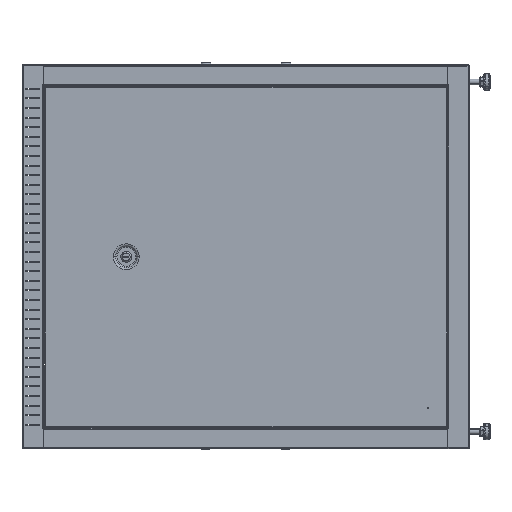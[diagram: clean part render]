
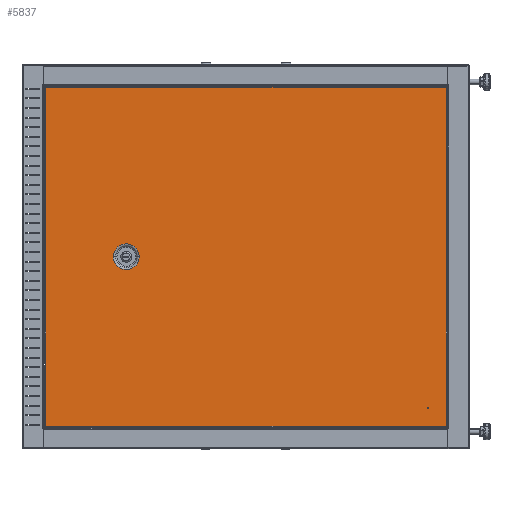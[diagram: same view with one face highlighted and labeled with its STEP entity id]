
A CAD part, left-side view. The second image highlights one B-rep face of the part: STEP entity #5837.
In plain terms, the highlighted planar face has unit normal (-1, 0, 0).
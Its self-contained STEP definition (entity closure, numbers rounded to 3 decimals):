
#188 = CARTESIAN_POINT ( 'NONE',  ( -300., 248.9, 0. ) ) ;
#5837 = ADVANCED_FACE ( 'NONE', ( #97211, #17154 ), #79784, .T. ) ;
#8474 = CARTESIAN_POINT ( 'NONE',  ( -300., -0.55, 0. ) ) ;
#12019 = DIRECTION ( 'NONE',  ( 0., 1., 0. ) ) ;
#13843 = CARTESIAN_POINT ( 'NONE',  ( -300., -418.2, 353.2 ) ) ;
#16190 = ORIENTED_EDGE ( 'NONE', *, *, #57451, .T. ) ;
#16413 = VECTOR ( 'NONE', #82407, 1000. ) ;
#17154 = FACE_OUTER_BOUND ( 'NONE', #67139, .T. ) ;
#24743 = VERTEX_POINT ( 'NONE', #83276 ) ;
#26582 = CIRCLE ( 'NONE', #48857, 26.916 ) ;
#28289 = VERTEX_POINT ( 'NONE', #79044 ) ;
#30801 = CARTESIAN_POINT ( 'NONE',  ( -300., 248.9, 0. ) ) ;
#36444 = VERTEX_POINT ( 'NONE', #101842 ) ;
#42108 = EDGE_CURVE ( 'NONE', #57834, #36444, #26582, .T. ) ;
#42679 = DIRECTION ( 'NONE',  ( -1., 0., 0. ) ) ;
#43631 = CARTESIAN_POINT ( 'NONE',  ( -300., 417.959, -353.2 ) ) ;
#43752 = ORIENTED_EDGE ( 'NONE', *, *, #63492, .T. ) ;
#43963 = ORIENTED_EDGE ( 'NONE', *, *, #107046, .T. ) ;
#44206 = DIRECTION ( 'NONE',  ( 0., -1., 0. ) ) ;
#47021 = DIRECTION ( 'NONE',  ( 1., 0., 0. ) ) ;
#48413 = VERTEX_POINT ( 'NONE', #13843 ) ;
#48495 = VECTOR ( 'NONE', #44206, 1000. ) ;
#48857 = AXIS2_PLACEMENT_3D ( 'NONE', #30801, #47021, #83560 ) ;
#50938 = VECTOR ( 'NONE', #12019, 1000. ) ;
#54373 = LINE ( 'NONE', #100198, #50938 ) ;
#56787 = LINE ( 'NONE', #92195, #84972 ) ;
#57451 = EDGE_CURVE ( 'NONE', #28289, #48413, #63882, .T. ) ;
#57834 = VERTEX_POINT ( 'NONE', #101310 ) ;
#63492 = EDGE_CURVE ( 'NONE', #24743, #28289, #76311, .T. ) ;
#63882 = LINE ( 'NONE', #74870, #16413 ) ;
#66644 = AXIS2_PLACEMENT_3D ( 'NONE', #188, #69204, #88347 ) ;
#67139 = EDGE_LOOP ( 'NONE', ( #43963, #43752, #16190, #75734 ) ) ;
#69204 = DIRECTION ( 'NONE',  ( 1., 0., 0. ) ) ;
#72158 = CIRCLE ( 'NONE', #66644, 26.916 ) ;
#73435 = EDGE_CURVE ( 'NONE', #36444, #57834, #72158, .T. ) ;
#73538 = CARTESIAN_POINT ( 'NONE',  ( -300., 417.1, 353.2 ) ) ;
#74870 = CARTESIAN_POINT ( 'NONE',  ( -300., -418.2, -354.059 ) ) ;
#75734 = ORIENTED_EDGE ( 'NONE', *, *, #100995, .T. ) ;
#76311 = LINE ( 'NONE', #43631, #48495 ) ;
#78061 = DIRECTION ( 'NONE',  ( 0., 0., 1. ) ) ;
#79044 = CARTESIAN_POINT ( 'NONE',  ( -300., -418.2, -353.2 ) ) ;
#79784 = PLANE ( 'NONE',  #94044 ) ;
#82407 = DIRECTION ( 'NONE',  ( 0., 0., 1. ) ) ;
#83276 = CARTESIAN_POINT ( 'NONE',  ( -300., 417.1, -353.2 ) ) ;
#83560 = DIRECTION ( 'NONE',  ( 0., 1., 0. ) ) ;
#84677 = EDGE_LOOP ( 'NONE', ( #110969, #107044 ) ) ;
#84972 = VECTOR ( 'NONE', #110165, 1000. ) ;
#88347 = DIRECTION ( 'NONE',  ( 0., 1., 0. ) ) ;
#92195 = CARTESIAN_POINT ( 'NONE',  ( -300., 417.1, 354.059 ) ) ;
#94044 = AXIS2_PLACEMENT_3D ( 'NONE', #8474, #42679, #78061 ) ;
#97211 = FACE_BOUND ( 'NONE', #84677, .T. ) ;
#100198 = CARTESIAN_POINT ( 'NONE',  ( -300., -419.059, 353.2 ) ) ;
#100995 = EDGE_CURVE ( 'NONE', #48413, #108613, #54373, .T. ) ;
#101310 = CARTESIAN_POINT ( 'NONE',  ( -300., 221.984, 0. ) ) ;
#101842 = CARTESIAN_POINT ( 'NONE',  ( -300., 275.816, 0. ) ) ;
#107044 = ORIENTED_EDGE ( 'NONE', *, *, #42108, .T. ) ;
#107046 = EDGE_CURVE ( 'NONE', #108613, #24743, #56787, .T. ) ;
#108613 = VERTEX_POINT ( 'NONE', #73538 ) ;
#110165 = DIRECTION ( 'NONE',  ( 0., 0., -1. ) ) ;
#110969 = ORIENTED_EDGE ( 'NONE', *, *, #73435, .T. ) ;
